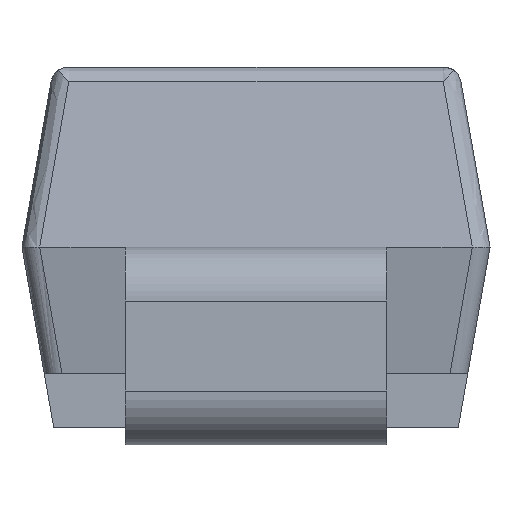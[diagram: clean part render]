
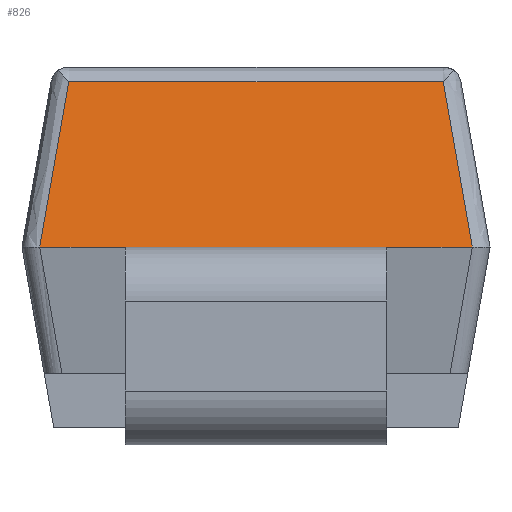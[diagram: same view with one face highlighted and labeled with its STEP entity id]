
A CAD part, left-side view. The second image highlights one B-rep face of the part: STEP entity #826.
In plain terms, the highlighted free-form (B-spline) face has degree [1, 1] with [2, 2] control points.
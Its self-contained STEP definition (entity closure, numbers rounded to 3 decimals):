
#592 = EDGE_CURVE('',#593,#595,#597,.T.);
#593 = VERTEX_POINT('',#594);
#594 = CARTESIAN_POINT('',(-2.15,1.202,1.107));
#595 = VERTEX_POINT('',#596);
#596 = CARTESIAN_POINT('',(-2.15,0.725,1.107));
#597 = B_SPLINE_CURVE_WITH_KNOTS('',1,(#598,#599),.UNSPECIFIED.,.F.,.F.,
  (2,2),(0.098,0.575),.PIECEWISE_BEZIER_KNOTS.);
#598 = CARTESIAN_POINT('',(-2.15,1.202,1.107));
#599 = CARTESIAN_POINT('',(-2.15,0.725,1.107));
#616 = VERTEX_POINT('',#617);
#617 = CARTESIAN_POINT('',(-2.15,-1.202,1.107));
#622 = EDGE_CURVE('',#623,#616,#625,.T.);
#623 = VERTEX_POINT('',#624);
#624 = CARTESIAN_POINT('',(-2.15,-0.725,1.107));
#625 = B_SPLINE_CURVE_WITH_KNOTS('',1,(#626,#627),.UNSPECIFIED.,.F.,.F.,
  (2,2),(2.025,2.502),.PIECEWISE_BEZIER_KNOTS.);
#626 = CARTESIAN_POINT('',(-2.15,-0.725,1.107));
#627 = CARTESIAN_POINT('',(-2.15,-1.202,1.107));
#826 = ADVANCED_FACE('',(#827),#855,.T.);
#827 = FACE_BOUND('',#828,.T.);
#828 = EDGE_LOOP('',(#829,#838,#843,#844,#849,#850));
#829 = ORIENTED_EDGE('',*,*,#830,.T.);
#830 = EDGE_CURVE('',#831,#833,#835,.T.);
#831 = VERTEX_POINT('',#832);
#832 = CARTESIAN_POINT('',(-1.988,-1.04,
    2.024));
#833 = VERTEX_POINT('',#834);
#834 = CARTESIAN_POINT('',(-1.988,1.04,2.024
    ));
#835 = B_SPLINE_CURVE_WITH_KNOTS('',1,(#836,#837),.UNSPECIFIED.,.F.,.F.,
  (2,2),(-2.163,-0.084),.PIECEWISE_BEZIER_KNOTS.);
#836 = CARTESIAN_POINT('',(-1.988,-1.04,
    2.024));
#837 = CARTESIAN_POINT('',(-1.988,1.04,2.024
    ));
#838 = ORIENTED_EDGE('',*,*,#839,.T.);
#839 = EDGE_CURVE('',#833,#593,#840,.T.);
#840 = B_SPLINE_CURVE_WITH_KNOTS('',1,(#841,#842),.UNSPECIFIED.,.F.,.F.,
  (2,2),(-0.962,-0.017),.PIECEWISE_BEZIER_KNOTS.);
#841 = CARTESIAN_POINT('',(-1.988,1.04,2.024
    ));
#842 = CARTESIAN_POINT('',(-2.15,1.202,1.107));
#843 = ORIENTED_EDGE('',*,*,#592,.T.);
#844 = ORIENTED_EDGE('',*,*,#845,.T.);
#845 = EDGE_CURVE('',#595,#623,#846,.T.);
#846 = B_SPLINE_CURVE_WITH_KNOTS('',1,(#847,#848),.UNSPECIFIED.,.F.,.F.,
  (2,2),(0.575,2.025),.PIECEWISE_BEZIER_KNOTS.);
#847 = CARTESIAN_POINT('',(-2.15,0.725,1.107));
#848 = CARTESIAN_POINT('',(-2.15,-0.725,1.107));
#849 = ORIENTED_EDGE('',*,*,#622,.T.);
#850 = ORIENTED_EDGE('',*,*,#851,.T.);
#851 = EDGE_CURVE('',#616,#831,#852,.T.);
#852 = B_SPLINE_CURVE_WITH_KNOTS('',1,(#853,#854),.UNSPECIFIED.,.F.,.F.,
  (2,2),(-0.428,0.517),.PIECEWISE_BEZIER_KNOTS.);
#853 = CARTESIAN_POINT('',(-2.15,-1.202,1.107));
#854 = CARTESIAN_POINT('',(-1.988,-1.04,
    2.024));
#855 = B_SPLINE_SURFACE_WITH_KNOTS('',1,1,(
    (#856,#857)
    ,(#858,#859
    )),.UNSPECIFIED.,.F.,.F.,.F.,(2,2),(2,2),(0.,
    0.932),(-2.502,-0.098),
  .PIECEWISE_BEZIER_KNOTS.);
#856 = CARTESIAN_POINT('',(-2.15,-1.202,1.107));
#857 = CARTESIAN_POINT('',(-2.15,1.202,1.107));
#858 = CARTESIAN_POINT('',(-1.988,-1.202,
    2.024));
#859 = CARTESIAN_POINT('',(-1.988,1.202,2.024
    ));
